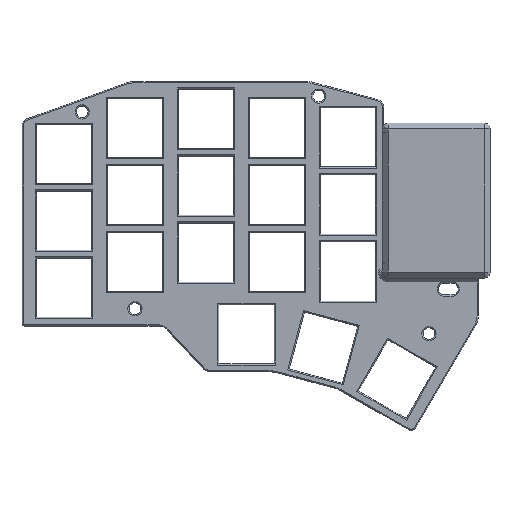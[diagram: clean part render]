
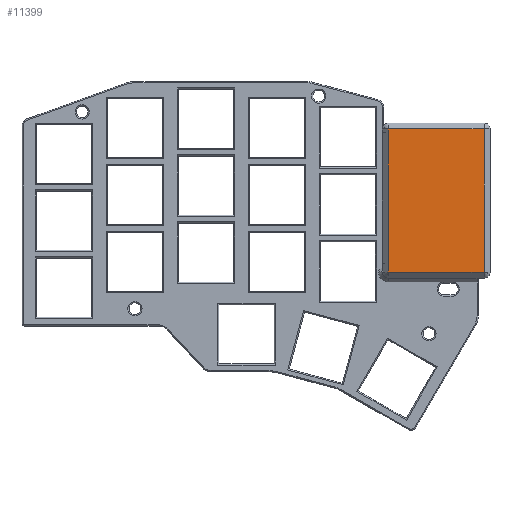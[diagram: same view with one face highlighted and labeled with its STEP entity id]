
A CAD part, top view. The second image highlights one B-rep face of the part: STEP entity #11399.
In plain terms, the highlighted planar face has unit normal (0, 0, 1).
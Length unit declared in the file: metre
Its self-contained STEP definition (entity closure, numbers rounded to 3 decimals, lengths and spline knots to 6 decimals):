
#3177=ORIENTED_EDGE('',*,*,#4838,.T.);
#3178=ORIENTED_EDGE('',*,*,#4839,.T.);
#3179=ORIENTED_EDGE('',*,*,#4840,.T.);
#3180=ORIENTED_EDGE('',*,*,#4841,.T.);
#3181=ORIENTED_EDGE('',*,*,#4842,.T.);
#3182=ORIENTED_EDGE('',*,*,#4843,.T.);
#4838=EDGE_CURVE('',#5798,#5799,#7239,.T.);
#4839=EDGE_CURVE('',#5799,#5800,#7240,.T.);
#4840=EDGE_CURVE('',#5800,#5801,#7241,.T.);
#4841=EDGE_CURVE('',#5801,#5802,#7242,.T.);
#4842=EDGE_CURVE('',#5802,#5803,#7243,.T.);
#4843=EDGE_CURVE('',#5803,#5798,#7244,.T.);
#5798=VERTEX_POINT('',#18227);
#5799=VERTEX_POINT('',#18228);
#5800=VERTEX_POINT('',#18230);
#5801=VERTEX_POINT('',#18232);
#5802=VERTEX_POINT('',#18234);
#5803=VERTEX_POINT('',#18236);
#7239=LINE('',#18226,#8700);
#7240=LINE('',#18229,#8701);
#7241=LINE('',#18231,#8702);
#7242=LINE('',#18233,#8703);
#7243=LINE('',#18235,#8704);
#7244=LINE('',#18237,#8705);
#8700=VECTOR('',#15019,1.);
#8701=VECTOR('',#15020,1.);
#8702=VECTOR('',#15021,1.);
#8703=VECTOR('',#15022,1.);
#8704=VECTOR('',#15023,1.);
#8705=VECTOR('',#15024,1.);
#9435=EDGE_LOOP('',(#3177,#3178,#3179,#3180,#3181,#3182));
#10152=FACE_BOUND('',#9435,.T.);
#10752=PLANE('',#12152);
#11399=ADVANCED_FACE('',(#10152),#10752,.T.);
#12152=AXIS2_PLACEMENT_3D('',#18225,#15017,#15018);
#15017=DIRECTION('',(0.,0.,1.));
#15018=DIRECTION('',(1.,0.,0.));
#15019=DIRECTION('',(0.,-1.,0.));
#15020=DIRECTION('',(1.,0.,0.));
#15021=DIRECTION('',(0.,1.,0.));
#15022=DIRECTION('',(-1.,0.,0.));
#15023=DIRECTION('',(0.,-1.,0.));
#15024=DIRECTION('',(0.001,-1.,0.));
#18225=CARTESIAN_POINT('',(0.003079,-0.00013,0.0277));
#18226=CARTESIAN_POINT('',(0.03655,-0.004233,0.0277));
#18227=CARTESIAN_POINT('',(0.03655,-0.002013,0.0277));
#18228=CARTESIAN_POINT('',(0.03655,-0.004233,0.0277));
#18229=CARTESIAN_POINT('',(0.060844,-0.004233,0.0277));
#18230=CARTESIAN_POINT('',(0.060844,-0.004233,0.0277));
#18231=CARTESIAN_POINT('',(0.060844,-0.00013,0.0277));
#18232=CARTESIAN_POINT('',(0.060844,0.032101,0.0277));
#18233=CARTESIAN_POINT('',(0.003079,0.032101,0.0277));
#18234=CARTESIAN_POINT('',(0.03653,0.032101,0.0277));
#18235=CARTESIAN_POINT('',(0.03653,0.031101,0.0277));
#18236=CARTESIAN_POINT('',(0.03653,0.031101,0.0277));
#18237=CARTESIAN_POINT('',(0.03655,-0.002013,0.0277));
